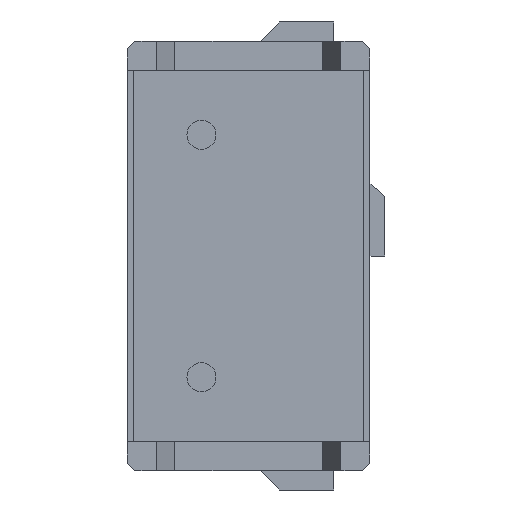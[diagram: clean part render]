
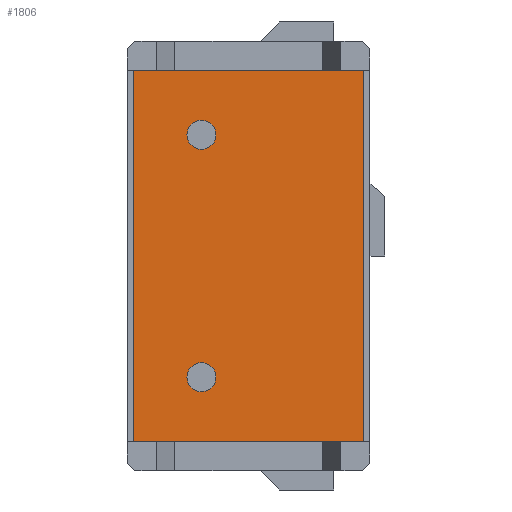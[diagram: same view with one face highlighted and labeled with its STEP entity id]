
A CAD part, front view. The second image highlights one B-rep face of the part: STEP entity #1806.
In plain terms, the highlighted planar face has unit normal (0, -1, 0).
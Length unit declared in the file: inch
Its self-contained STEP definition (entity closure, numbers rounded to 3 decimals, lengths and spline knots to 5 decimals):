
#181=ORIENTED_EDGE('',*,*,#635,.F.);
#182=ORIENTED_EDGE('',*,*,#644,.F.);
#183=ORIENTED_EDGE('',*,*,#639,.F.);
#184=ORIENTED_EDGE('',*,*,#643,.F.);
#635=EDGE_CURVE('',#870,#871,#1058,.T.);
#639=EDGE_CURVE('',#873,#874,#1062,.T.);
#643=EDGE_CURVE('',#871,#873,#1066,.T.);
#644=EDGE_CURVE('',#874,#870,#1067,.T.);
#870=VERTEX_POINT('',#2667);
#871=VERTEX_POINT('',#2669);
#873=VERTEX_POINT('',#2675);
#874=VERTEX_POINT('',#2677);
#1058=LINE('',#2668,#1307);
#1062=LINE('',#2676,#1311);
#1066=LINE('',#2683,#1315);
#1067=LINE('',#2685,#1316);
#1307=VECTOR('',#2157,39.37008);
#1311=VECTOR('',#2163,39.37008);
#1315=VECTOR('',#2169,39.37008);
#1316=VECTOR('',#2172,39.37008);
#1496=EDGE_LOOP('',(#181,#182,#183,#184));
#1603=FACE_BOUND('',#1496,.T.);
#1709=PLANE('',#1955);
#1806=ADVANCED_FACE('',(#1603),#1709,.F.);
#1955=AXIS2_PLACEMENT_3D('',#2686,#2173,#2174);
#2157=DIRECTION('',(-1.,0.,0.));
#2163=DIRECTION('',(1.,0.,0.));
#2169=DIRECTION('',(0.,0.,1.));
#2172=DIRECTION('',(0.,0.,-1.));
#2173=DIRECTION('',(0.,1.,0.));
#2174=DIRECTION('',(0.,0.,1.));
#2667=CARTESIAN_POINT('',(0.095,0.032,-0.153));
#2668=CARTESIAN_POINT('',(0.095,0.032,-0.153));
#2669=CARTESIAN_POINT('',(-0.095,0.032,-0.153));
#2675=CARTESIAN_POINT('',(-0.095,0.032,0.153));
#2676=CARTESIAN_POINT('',(-0.095,0.032,0.153));
#2677=CARTESIAN_POINT('',(0.095,0.032,0.153));
#2683=CARTESIAN_POINT('',(-0.095,0.032,-0.153));
#2685=CARTESIAN_POINT('',(0.095,0.032,0.153));
#2686=CARTESIAN_POINT('',(0.,0.032,0.));
